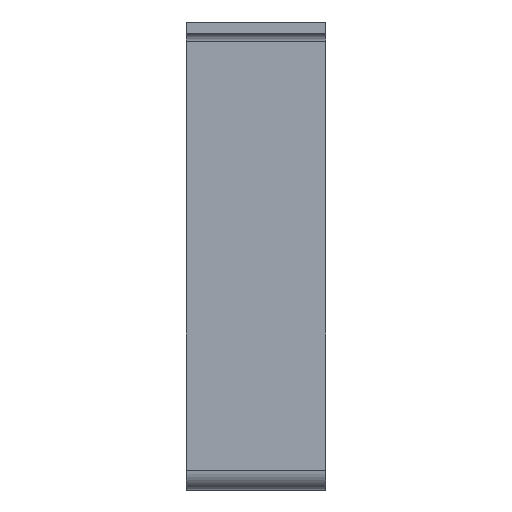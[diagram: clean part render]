
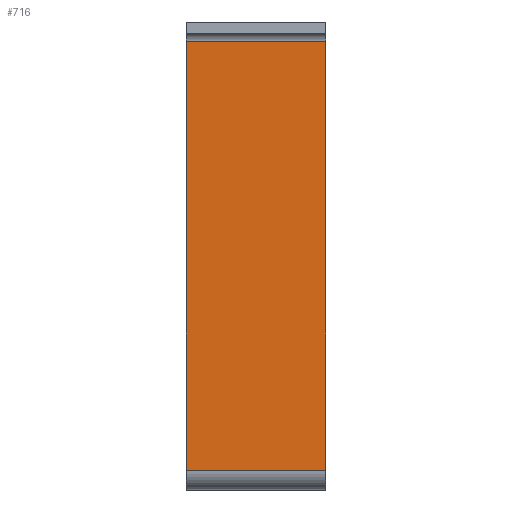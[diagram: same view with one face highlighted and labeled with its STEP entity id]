
A CAD part, top view. The second image highlights one B-rep face of the part: STEP entity #716.
In plain terms, the highlighted planar face has unit normal (0, 0, 1).
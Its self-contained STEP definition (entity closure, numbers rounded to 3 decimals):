
#12 = VECTOR ( 'NONE', #496, 1000. ) ;
#24 = EDGE_CURVE ( 'NONE', #352, #691, #112, .T. ) ;
#33 = EDGE_CURVE ( 'NONE', #190, #352, #481, .T. ) ;
#55 = DIRECTION ( 'NONE',  ( 1., 0., 0. ) ) ;
#112 = LINE ( 'NONE', #624, #787 ) ;
#120 = DIRECTION ( 'NONE',  ( 0., 1., 0. ) ) ;
#164 = PLANE ( 'NONE',  #212 ) ;
#190 = VERTEX_POINT ( 'NONE', #485 ) ;
#212 = AXIS2_PLACEMENT_3D ( 'NONE', #607, #296, #730 ) ;
#221 = CARTESIAN_POINT ( 'NONE',  ( -12.5, -42., 0. ) ) ;
#290 = ORIENTED_EDGE ( 'NONE', *, *, #24, .T. ) ;
#296 = DIRECTION ( 'NONE',  ( 0., 0., 1. ) ) ;
#305 = VECTOR ( 'NONE', #652, 1000. ) ;
#317 = ORIENTED_EDGE ( 'NONE', *, *, #427, .T. ) ;
#352 = VERTEX_POINT ( 'NONE', #575 ) ;
#353 = VERTEX_POINT ( 'NONE', #441 ) ;
#427 = EDGE_CURVE ( 'NONE', #353, #190, #788, .T. ) ;
#441 = CARTESIAN_POINT ( 'NONE',  ( -12.5, 38.5, 0. ) ) ;
#481 = LINE ( 'NONE', #738, #515 ) ;
#485 = CARTESIAN_POINT ( 'NONE',  ( -12.5, -38.5, 0. ) ) ;
#488 = ORIENTED_EDGE ( 'NONE', *, *, #33, .T. ) ;
#496 = DIRECTION ( 'NONE',  ( 1., 0., 0. ) ) ;
#515 = VECTOR ( 'NONE', #55, 1000. ) ;
#534 = FACE_OUTER_BOUND ( 'NONE', #783, .T. ) ;
#536 = ORIENTED_EDGE ( 'NONE', *, *, #642, .F. ) ;
#575 = CARTESIAN_POINT ( 'NONE',  ( 12.5, -38.5, 0. ) ) ;
#580 = CARTESIAN_POINT ( 'NONE',  ( 12.5, 38.5, 0. ) ) ;
#607 = CARTESIAN_POINT ( 'NONE',  ( 0., 0., 0. ) ) ;
#624 = CARTESIAN_POINT ( 'NONE',  ( 12.5, -42., 0. ) ) ;
#626 = CARTESIAN_POINT ( 'NONE',  ( -12.5, 38.5, 0. ) ) ;
#642 = EDGE_CURVE ( 'NONE', #353, #691, #692, .T. ) ;
#652 = DIRECTION ( 'NONE',  ( 0., -1., 0. ) ) ;
#691 = VERTEX_POINT ( 'NONE', #580 ) ;
#692 = LINE ( 'NONE', #626, #12 ) ;
#716 = ADVANCED_FACE ( 'NONE', ( #534 ), #164, .T. ) ;
#730 = DIRECTION ( 'NONE',  ( 1., 0., 0. ) ) ;
#738 = CARTESIAN_POINT ( 'NONE',  ( -12.5, -38.5, 0. ) ) ;
#783 = EDGE_LOOP ( 'NONE', ( #317, #488, #290, #536 ) ) ;
#787 = VECTOR ( 'NONE', #120, 1000. ) ;
#788 = LINE ( 'NONE', #221, #305 ) ;
